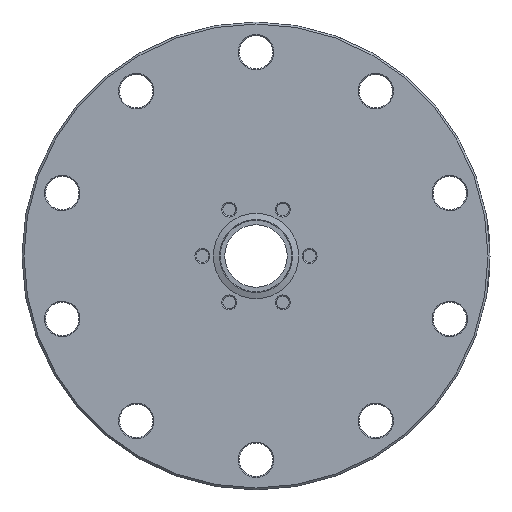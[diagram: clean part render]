
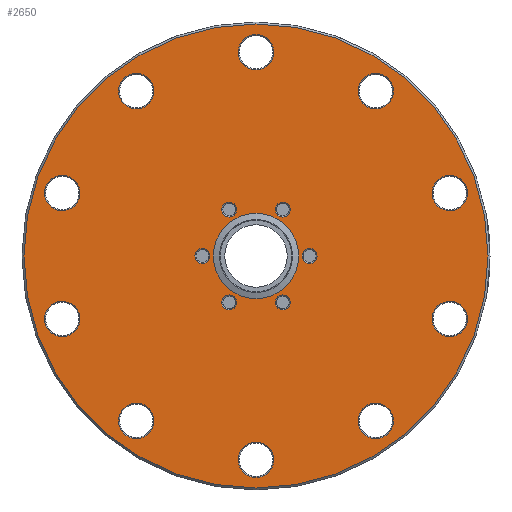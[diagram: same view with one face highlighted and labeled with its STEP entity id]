
A CAD part, front view. The second image highlights one B-rep face of the part: STEP entity #2650.
In plain terms, the highlighted planar face has unit normal (0, -1, 0).
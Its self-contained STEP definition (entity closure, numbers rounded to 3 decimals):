
#245=FACE_BOUND('',#483,.T.);
#246=FACE_BOUND('',#484,.T.);
#247=FACE_BOUND('',#485,.T.);
#248=FACE_BOUND('',#486,.T.);
#249=FACE_BOUND('',#487,.T.);
#250=FACE_BOUND('',#488,.T.);
#251=FACE_BOUND('',#489,.T.);
#252=FACE_BOUND('',#490,.T.);
#253=FACE_BOUND('',#491,.T.);
#254=FACE_BOUND('',#492,.T.);
#255=FACE_BOUND('',#493,.T.);
#256=FACE_BOUND('',#494,.T.);
#257=FACE_BOUND('',#495,.T.);
#258=FACE_BOUND('',#496,.T.);
#259=FACE_BOUND('',#497,.T.);
#260=FACE_BOUND('',#498,.T.);
#261=FACE_BOUND('',#499,.T.);
#281=PLANE('',#2835);
#323=FACE_OUTER_BOUND('',#482,.T.);
#482=EDGE_LOOP('',(#1791));
#483=EDGE_LOOP('',(#1792));
#484=EDGE_LOOP('',(#1793));
#485=EDGE_LOOP('',(#1794));
#486=EDGE_LOOP('',(#1795));
#487=EDGE_LOOP('',(#1796));
#488=EDGE_LOOP('',(#1797));
#489=EDGE_LOOP('',(#1798));
#490=EDGE_LOOP('',(#1799));
#491=EDGE_LOOP('',(#1800));
#492=EDGE_LOOP('',(#1801));
#493=EDGE_LOOP('',(#1802));
#494=EDGE_LOOP('',(#1803));
#495=EDGE_LOOP('',(#1804));
#496=EDGE_LOOP('',(#1805));
#497=EDGE_LOOP('',(#1806));
#498=EDGE_LOOP('',(#1807));
#499=EDGE_LOOP('',(#1808));
#982=CIRCLE('',#2832,1.871);
#985=CIRCLE('',#2836,58.25);
#986=CIRCLE('',#2837,1.871);
#987=CIRCLE('',#2838,1.871);
#988=CIRCLE('',#2839,1.871);
#989=CIRCLE('',#2840,4.45);
#990=CIRCLE('',#2841,4.45);
#991=CIRCLE('',#2842,4.45);
#992=CIRCLE('',#2843,4.45);
#993=CIRCLE('',#2844,4.45);
#994=CIRCLE('',#2845,10.7);
#995=CIRCLE('',#2846,4.45);
#996=CIRCLE('',#2847,4.45);
#997=CIRCLE('',#2848,4.45);
#998=CIRCLE('',#2849,4.45);
#999=CIRCLE('',#2850,4.45);
#1000=CIRCLE('',#2851,1.871);
#1001=CIRCLE('',#2852,1.871);
#1099=VERTEX_POINT('',#3657);
#1102=VERTEX_POINT('',#3665);
#1103=VERTEX_POINT('',#3667);
#1104=VERTEX_POINT('',#3669);
#1105=VERTEX_POINT('',#3671);
#1106=VERTEX_POINT('',#3673);
#1107=VERTEX_POINT('',#3675);
#1108=VERTEX_POINT('',#3677);
#1109=VERTEX_POINT('',#3679);
#1110=VERTEX_POINT('',#3681);
#1111=VERTEX_POINT('',#3683);
#1112=VERTEX_POINT('',#3685);
#1113=VERTEX_POINT('',#3687);
#1114=VERTEX_POINT('',#3689);
#1115=VERTEX_POINT('',#3691);
#1116=VERTEX_POINT('',#3693);
#1117=VERTEX_POINT('',#3695);
#1118=VERTEX_POINT('',#3697);
#1371=EDGE_CURVE('',#1099,#1099,#982,.T.);
#1375=EDGE_CURVE('',#1102,#1102,#985,.T.);
#1376=EDGE_CURVE('',#1103,#1103,#986,.T.);
#1377=EDGE_CURVE('',#1104,#1104,#987,.T.);
#1378=EDGE_CURVE('',#1105,#1105,#988,.T.);
#1379=EDGE_CURVE('',#1106,#1106,#989,.T.);
#1380=EDGE_CURVE('',#1107,#1107,#990,.T.);
#1381=EDGE_CURVE('',#1108,#1108,#991,.T.);
#1382=EDGE_CURVE('',#1109,#1109,#992,.T.);
#1383=EDGE_CURVE('',#1110,#1110,#993,.T.);
#1384=EDGE_CURVE('',#1111,#1111,#994,.T.);
#1385=EDGE_CURVE('',#1112,#1112,#995,.T.);
#1386=EDGE_CURVE('',#1113,#1113,#996,.T.);
#1387=EDGE_CURVE('',#1114,#1114,#997,.T.);
#1388=EDGE_CURVE('',#1115,#1115,#998,.T.);
#1389=EDGE_CURVE('',#1116,#1116,#999,.T.);
#1390=EDGE_CURVE('',#1117,#1117,#1000,.T.);
#1391=EDGE_CURVE('',#1118,#1118,#1001,.T.);
#1791=ORIENTED_EDGE('',*,*,#1375,.F.);
#1792=ORIENTED_EDGE('',*,*,#1376,.F.);
#1793=ORIENTED_EDGE('',*,*,#1377,.F.);
#1794=ORIENTED_EDGE('',*,*,#1378,.F.);
#1795=ORIENTED_EDGE('',*,*,#1379,.F.);
#1796=ORIENTED_EDGE('',*,*,#1380,.F.);
#1797=ORIENTED_EDGE('',*,*,#1381,.F.);
#1798=ORIENTED_EDGE('',*,*,#1382,.F.);
#1799=ORIENTED_EDGE('',*,*,#1383,.F.);
#1800=ORIENTED_EDGE('',*,*,#1384,.T.);
#1801=ORIENTED_EDGE('',*,*,#1385,.F.);
#1802=ORIENTED_EDGE('',*,*,#1386,.F.);
#1803=ORIENTED_EDGE('',*,*,#1387,.F.);
#1804=ORIENTED_EDGE('',*,*,#1388,.F.);
#1805=ORIENTED_EDGE('',*,*,#1389,.F.);
#1806=ORIENTED_EDGE('',*,*,#1390,.F.);
#1807=ORIENTED_EDGE('',*,*,#1391,.F.);
#1808=ORIENTED_EDGE('',*,*,#1371,.F.);
#2650=ADVANCED_FACE('',(#323,#245,#246,#247,#248,#249,#250,#251,#252,#253,
#254,#255,#256,#257,#258,#259,#260,#261),#281,.T.);
#2832=AXIS2_PLACEMENT_3D('',#3658,#3058,#3059);
#2835=AXIS2_PLACEMENT_3D('',#3664,#3065,#3066);
#2836=AXIS2_PLACEMENT_3D('',#3666,#3067,#3068);
#2837=AXIS2_PLACEMENT_3D('',#3668,#3069,#3070);
#2838=AXIS2_PLACEMENT_3D('',#3670,#3071,#3072);
#2839=AXIS2_PLACEMENT_3D('',#3672,#3073,#3074);
#2840=AXIS2_PLACEMENT_3D('',#3674,#3075,#3076);
#2841=AXIS2_PLACEMENT_3D('',#3676,#3077,#3078);
#2842=AXIS2_PLACEMENT_3D('',#3678,#3079,#3080);
#2843=AXIS2_PLACEMENT_3D('',#3680,#3081,#3082);
#2844=AXIS2_PLACEMENT_3D('',#3682,#3083,#3084);
#2845=AXIS2_PLACEMENT_3D('',#3684,#3085,#3086);
#2846=AXIS2_PLACEMENT_3D('',#3686,#3087,#3088);
#2847=AXIS2_PLACEMENT_3D('',#3688,#3089,#3090);
#2848=AXIS2_PLACEMENT_3D('',#3690,#3091,#3092);
#2849=AXIS2_PLACEMENT_3D('',#3692,#3093,#3094);
#2850=AXIS2_PLACEMENT_3D('',#3694,#3095,#3096);
#2851=AXIS2_PLACEMENT_3D('',#3696,#3097,#3098);
#2852=AXIS2_PLACEMENT_3D('',#3698,#3099,#3100);
#3058=DIRECTION('center_axis',(0.,-1.,0.));
#3059=DIRECTION('ref_axis',(-0.5,0.,-0.866));
#3065=DIRECTION('center_axis',(0.,-1.,0.));
#3066=DIRECTION('ref_axis',(0.,0.,-1.));
#3067=DIRECTION('center_axis',(0.,1.,0.));
#3068=DIRECTION('ref_axis',(1.,0.,0.));
#3069=DIRECTION('center_axis',(0.,-1.,0.));
#3070=DIRECTION('ref_axis',(0.5,0.,-0.866));
#3071=DIRECTION('center_axis',(0.,-1.,0.));
#3072=DIRECTION('ref_axis',(0.5,0.,0.866));
#3073=DIRECTION('center_axis',(0.,-1.,0.));
#3074=DIRECTION('ref_axis',(-1.,0.,0.));
#3075=DIRECTION('center_axis',(0.,-1.,0.));
#3076=DIRECTION('ref_axis',(0.809,0.,0.588));
#3077=DIRECTION('center_axis',(0.,-1.,0.));
#3078=DIRECTION('ref_axis',(-0.309,0.,0.951));
#3079=DIRECTION('center_axis',(0.,-1.,0.));
#3080=DIRECTION('ref_axis',(-1.,0.,0.));
#3081=DIRECTION('center_axis',(0.,-1.,0.));
#3082=DIRECTION('ref_axis',(-0.309,0.,-0.951));
#3083=DIRECTION('center_axis',(0.,-1.,0.));
#3084=DIRECTION('ref_axis',(0.809,0.,-0.588));
#3085=DIRECTION('center_axis',(0.,1.,0.));
#3086=DIRECTION('ref_axis',(1.,0.,0.));
#3087=DIRECTION('center_axis',(0.,-1.,0.));
#3088=DIRECTION('ref_axis',(1.,0.,0.));
#3089=DIRECTION('center_axis',(0.,-1.,0.));
#3090=DIRECTION('ref_axis',(0.309,0.,-0.951));
#3091=DIRECTION('center_axis',(0.,-1.,0.));
#3092=DIRECTION('ref_axis',(-0.809,0.,-0.588));
#3093=DIRECTION('center_axis',(0.,-1.,0.));
#3094=DIRECTION('ref_axis',(-0.809,0.,0.588));
#3095=DIRECTION('center_axis',(0.,-1.,0.));
#3096=DIRECTION('ref_axis',(0.309,0.,0.951));
#3097=DIRECTION('center_axis',(0.,-1.,0.));
#3098=DIRECTION('ref_axis',(-0.5,0.,0.866));
#3099=DIRECTION('center_axis',(0.,-1.,0.));
#3100=DIRECTION('ref_axis',(1.,0.,0.));
#3657=CARTESIAN_POINT('',(-5.789,0.,-10.028));
#3658=CARTESIAN_POINT('Origin',(-6.725,0.,
-11.648));
#3664=CARTESIAN_POINT('Origin',(-58.75,0.,0.));
#3665=CARTESIAN_POINT('',(-58.25,0.,0.));
#3666=CARTESIAN_POINT('Origin',(0.,0.,0.));
#3667=CARTESIAN_POINT('',(5.79,0.,-10.028));
#3668=CARTESIAN_POINT('Origin',(6.725,0.,-11.648));
#3669=CARTESIAN_POINT('',(5.79,0.,10.028));
#3670=CARTESIAN_POINT('Origin',(6.725,0.,11.648));
#3671=CARTESIAN_POINT('',(-11.579,0.,0.));
#3672=CARTESIAN_POINT('Origin',(-13.45,0.,0.));
#3673=CARTESIAN_POINT('',(26.465,0.,-43.997));
#3674=CARTESIAN_POINT('Origin',(30.065,0.,-41.381));
#3675=CARTESIAN_POINT('',(50.022,0.,11.574));
#3676=CARTESIAN_POINT('Origin',(48.647,0.,
15.806));
#3677=CARTESIAN_POINT('',(4.45,0.,51.15));
#3678=CARTESIAN_POINT('Origin',(0.,0.,
51.15));
#3679=CARTESIAN_POINT('',(-47.271,0.,20.038));
#3680=CARTESIAN_POINT('Origin',(-48.647,0.,
15.806));
#3681=CARTESIAN_POINT('',(-33.665,0.,-38.766));
#3682=CARTESIAN_POINT('Origin',(-30.065,0.,-41.381));
#3683=CARTESIAN_POINT('',(10.7,0.,0.));
#3684=CARTESIAN_POINT('Origin',(0.,0.,0.));
#3685=CARTESIAN_POINT('',(-4.45,0.,-51.15));
#3686=CARTESIAN_POINT('Origin',(0.,0.,-51.15));
#3687=CARTESIAN_POINT('',(-50.022,0.,-11.574));
#3688=CARTESIAN_POINT('Origin',(-48.647,0.,
-15.806));
#3689=CARTESIAN_POINT('',(-26.465,0.,43.997));
#3690=CARTESIAN_POINT('Origin',(-30.065,0.,41.381));
#3691=CARTESIAN_POINT('',(33.665,0.,38.766));
#3692=CARTESIAN_POINT('Origin',(30.065,0.,41.381));
#3693=CARTESIAN_POINT('',(47.271,0.,-20.038));
#3694=CARTESIAN_POINT('Origin',(48.647,0.,
-15.806));
#3695=CARTESIAN_POINT('',(-5.79,0.,10.028));
#3696=CARTESIAN_POINT('Origin',(-6.725,0.,11.648));
#3697=CARTESIAN_POINT('',(11.579,0.,0.));
#3698=CARTESIAN_POINT('Origin',(13.45,0.,0.));
